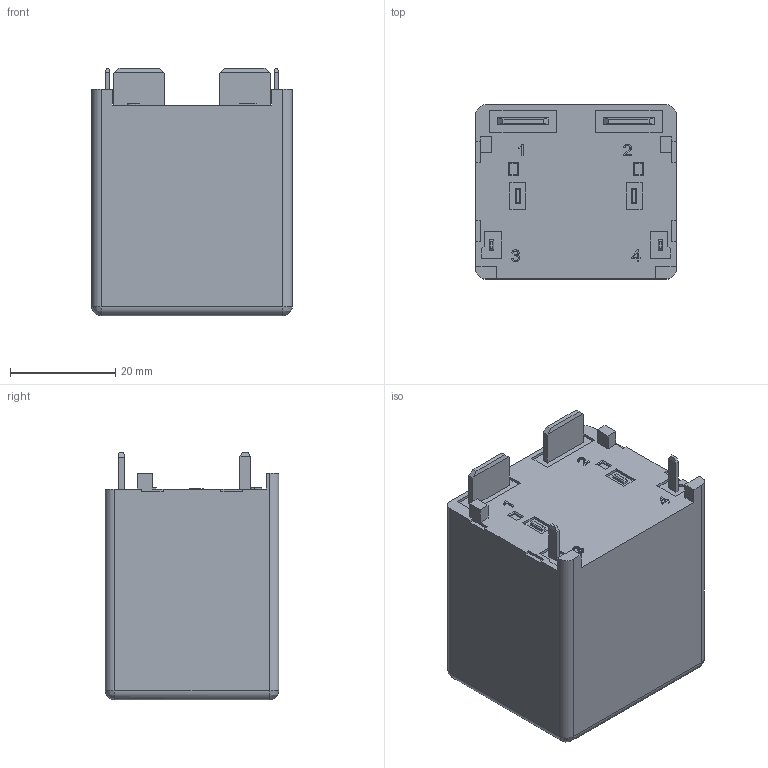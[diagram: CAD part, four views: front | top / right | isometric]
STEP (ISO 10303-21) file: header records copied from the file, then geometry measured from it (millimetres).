
FILE_DESCRIPTION (( 'STEP AP214' ), '1' );
FILE_NAME ('AZSR190.STP', '2018-12-05T02:49:54', ( 'Microsoft Users' ), ( 'Microsoft' ), 'SwSTEP 2.0', 'SolidWorks 2013', '' );
FILE_SCHEMA (( 'AUTOMOTIVE_DESIGN' ));
Length unit declared in the file: millimetre
Products named in the file (1): AZSR190
Bounding box: 38 x 33 x 47 mm (x, y, z)
Volume: 49083.5 mm3; surface area: 10837.4 mm2
Topology: 1 solids, 2 shells, 249 faces, 640 edges, 406 vertices
Faces by surface type: plane 200, bspline 31, cylinder 18
Entity records: 8764 total; most frequent: CARTESIAN_POINT 2904, ORIENTED_EDGE 1264, DIRECTION 1058, EDGE_CURVE 632, VECTOR 546, LINE 546, VERTEX_POINT 406, EDGE_LOOP 268
